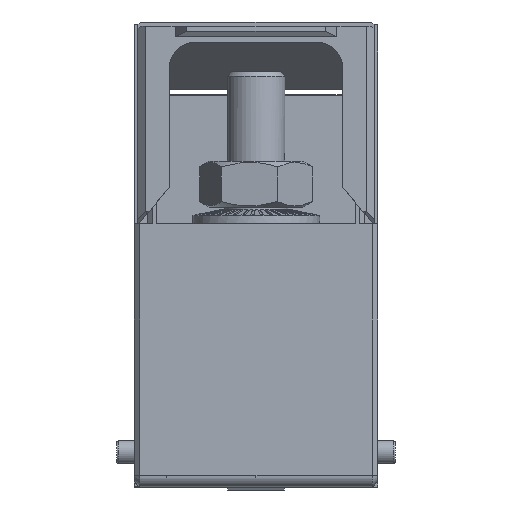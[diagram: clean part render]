
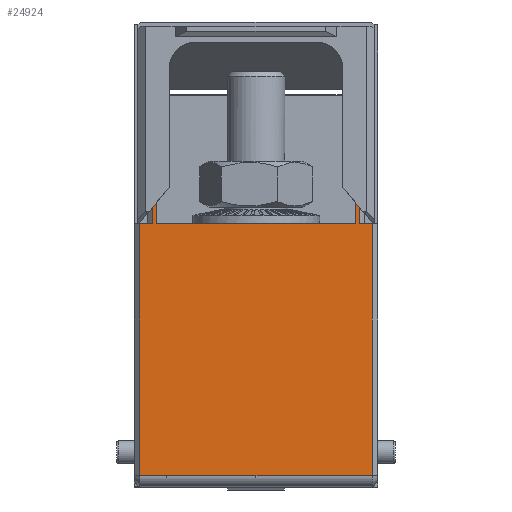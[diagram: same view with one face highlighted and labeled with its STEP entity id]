
A CAD part, left-side view. The second image highlights one B-rep face of the part: STEP entity #24924.
In plain terms, the highlighted planar face has unit normal (-1, 0, 0).
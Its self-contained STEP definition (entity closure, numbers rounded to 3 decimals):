
#882=LINE('',#32021,#2707);
#903=LINE('',#32064,#2728);
#1209=LINE('',#32693,#3034);
#1293=LINE('',#32865,#3118);
#1344=LINE('',#32971,#3169);
#2143=LINE('',#36892,#3968);
#2172=LINE('',#36961,#3997);
#2278=LINE('',#37169,#4103);
#2279=LINE('',#37171,#4104);
#2281=LINE('',#37174,#4106);
#2282=LINE('',#37176,#4107);
#2295=LINE('',#37199,#4120);
#2707=VECTOR('',#26983,1000.);
#2728=VECTOR('',#27008,1000.);
#3034=VECTOR('',#27466,1000.);
#3118=VECTOR('',#27596,1000.);
#3169=VECTOR('',#27665,1000.);
#3968=VECTOR('',#30506,1000.);
#3997=VECTOR('',#30593,1000.);
#4103=VECTOR('',#30769,1000.);
#4104=VECTOR('',#30772,1000.);
#4106=VECTOR('',#30776,1000.);
#4107=VECTOR('',#30779,1000.);
#4120=VECTOR('',#30808,1000.);
#8734=ORIENTED_EDGE('',*,*,#10428,.F.);
#8735=ORIENTED_EDGE('',*,*,#9947,.T.);
#8736=ORIENTED_EDGE('',*,*,#10374,.T.);
#8737=ORIENTED_EDGE('',*,*,#11958,.T.);
#8738=ORIENTED_EDGE('',*,*,#10285,.T.);
#8739=ORIENTED_EDGE('',*,*,#12097,.T.);
#8740=ORIENTED_EDGE('',*,*,#12096,.T.);
#8741=ORIENTED_EDGE('',*,*,#12094,.T.);
#8742=ORIENTED_EDGE('',*,*,#12093,.F.);
#8743=ORIENTED_EDGE('',*,*,#11987,.T.);
#8744=ORIENTED_EDGE('',*,*,#12110,.F.);
#8745=ORIENTED_EDGE('',*,*,#9968,.T.);
#9947=EDGE_CURVE('',#12622,#12621,#882,.T.);
#9968=EDGE_CURVE('',#12642,#12641,#903,.T.);
#10285=EDGE_CURVE('',#12889,#12888,#1209,.T.);
#10374=EDGE_CURVE('',#12621,#12949,#1293,.T.);
#10428=EDGE_CURVE('',#12622,#12641,#1344,.T.);
#11958=EDGE_CURVE('',#12949,#12889,#2143,.T.);
#11987=EDGE_CURVE('',#13996,#13994,#2172,.T.);
#12093=EDGE_CURVE('',#13996,#14061,#2278,.T.);
#12094=EDGE_CURVE('',#13971,#14061,#2279,.T.);
#12096=EDGE_CURVE('',#13974,#13971,#2281,.T.);
#12097=EDGE_CURVE('',#12888,#13974,#2282,.T.);
#12110=EDGE_CURVE('',#12642,#13994,#2295,.T.);
#12621=VERTEX_POINT('',#32020);
#12622=VERTEX_POINT('',#32022);
#12641=VERTEX_POINT('',#32063);
#12642=VERTEX_POINT('',#32065);
#12888=VERTEX_POINT('',#32692);
#12889=VERTEX_POINT('',#32694);
#12949=VERTEX_POINT('',#32864);
#13971=VERTEX_POINT('',#36840);
#13974=VERTEX_POINT('',#36848);
#13994=VERTEX_POINT('',#36959);
#13996=VERTEX_POINT('',#36962);
#14061=VERTEX_POINT('',#37166);
#15375=EDGE_LOOP('',(#8734,#8735,#8736,#8737,#8738,#8739,#8740,#8741,#8742,
#8743,#8744,#8745));
#16399=FACE_BOUND('',#15375,.T.);
#17254=PLANE('',#26423);
#24924=ADVANCED_FACE('',(#16399),#17254,.T.);
#26423=AXIS2_PLACEMENT_3D('',#37200,#30809,#30810);
#26983=DIRECTION('',(0.,0.,1.));
#27008=DIRECTION('',(0.,0.,-1.));
#27466=DIRECTION('',(0.,1.,0.));
#27596=DIRECTION('',(0.,1.,0.));
#27665=DIRECTION('',(0.,-1.,0.));
#30506=DIRECTION('',(0.,0.,-1.));
#30593=DIRECTION('',(0.,0.,1.));
#30769=DIRECTION('',(0.,-1.,0.));
#30772=DIRECTION('',(0.,0.,1.));
#30776=DIRECTION('',(0.,-1.,0.));
#30779=DIRECTION('',(0.,0.,-1.));
#30808=DIRECTION('',(0.,-1.,0.));
#30809=DIRECTION('',(-1.,0.,0.));
#30810=DIRECTION('',(0.,0.,1.));
#32020=CARTESIAN_POINT('',(-66.3,38.1,27.69));
#32021=CARTESIAN_POINT('',(-66.3,38.1,27.69));
#32022=CARTESIAN_POINT('',(-66.3,38.1,15.79));
#32063=CARTESIAN_POINT('',(-66.3,3.9,15.79));
#32064=CARTESIAN_POINT('',(-66.3,3.9,27.69));
#32065=CARTESIAN_POINT('',(-66.3,3.9,27.69));
#32692=CARTESIAN_POINT('',(-66.3,41.1,15.79));
#32693=CARTESIAN_POINT('',(-66.3,39.4,15.79));
#32694=CARTESIAN_POINT('',(-66.3,38.9,15.79));
#32864=CARTESIAN_POINT('',(-66.3,38.9,27.69));
#32865=CARTESIAN_POINT('',(-66.3,38.1,27.69));
#32971=CARTESIAN_POINT('',(-66.3,41.1,15.79));
#36840=CARTESIAN_POINT('',(-66.3,0.9,-27.69));
#36848=CARTESIAN_POINT('',(-66.3,41.1,-27.69));
#36892=CARTESIAN_POINT('',(-66.3,38.9,27.69));
#36959=CARTESIAN_POINT('',(-66.3,3.1,27.69));
#36961=CARTESIAN_POINT('',(-66.3,3.1,27.69));
#36962=CARTESIAN_POINT('',(-66.3,3.1,15.79));
#37166=CARTESIAN_POINT('',(-66.3,0.9,15.79));
#37169=CARTESIAN_POINT('',(-66.3,2.6,15.79));
#37171=CARTESIAN_POINT('',(-66.3,0.9,27.69));
#37174=CARTESIAN_POINT('',(-66.3,3.9,-27.69));
#37176=CARTESIAN_POINT('',(-66.3,41.1,27.69));
#37199=CARTESIAN_POINT('',(-66.3,3.9,27.69));
#37200=CARTESIAN_POINT('',(-66.3,3.9,27.69));
